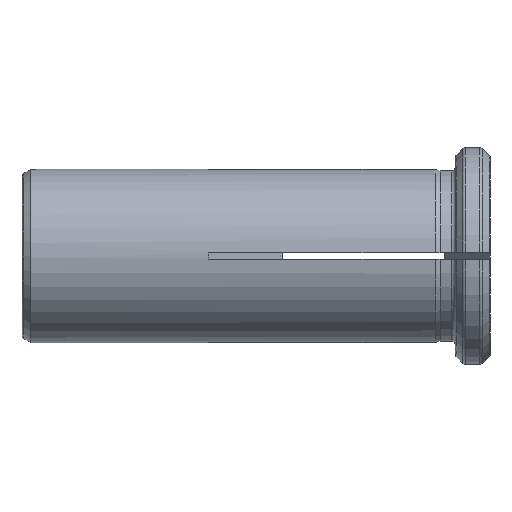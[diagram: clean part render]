
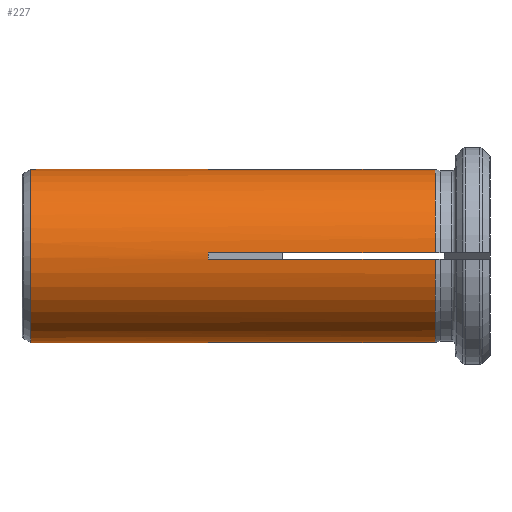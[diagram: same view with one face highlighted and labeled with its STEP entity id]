
A CAD part, front view. The second image highlights one B-rep face of the part: STEP entity #227.
In plain terms, the highlighted cylindrical face has radius 10 mm (diameter 20 mm), a full revolution.
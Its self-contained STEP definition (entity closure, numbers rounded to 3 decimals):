
#227=ADVANCED_FACE( '', ( #471, #472 ), #473, .T. );
#471=FACE_OUTER_BOUND( '', #714, .T. );
#472=FACE_OUTER_BOUND( '', #715, .T. );
#473=CYLINDRICAL_SURFACE( '', #716, 10. );
#714=EDGE_LOOP( '', ( #1339 ) );
#715=EDGE_LOOP( '', ( #1340, #1341, #1342, #1343, #1344, #1345, #1346, #1347, #1348, #1349, #1350, #1351, #1352, #1353, #1354, #1355 ) );
#716=AXIS2_PLACEMENT_3D( '', #1356, #1357, #1358 );
#1339=ORIENTED_EDGE( '', *, *, #1614, .T. );
#1340=ORIENTED_EDGE( '', *, *, #1641, .F. );
#1341=ORIENTED_EDGE( '', *, *, #1704, .F. );
#1342=ORIENTED_EDGE( '', *, *, #1485, .T. );
#1343=ORIENTED_EDGE( '', *, *, #1501, .F. );
#1344=ORIENTED_EDGE( '', *, *, #1705, .F. );
#1345=ORIENTED_EDGE( '', *, *, #1515, .F. );
#1346=ORIENTED_EDGE( '', *, *, #1586, .T. );
#1347=ORIENTED_EDGE( '', *, *, #1659, .F. );
#1348=ORIENTED_EDGE( '', *, *, #1446, .F. );
#1349=ORIENTED_EDGE( '', *, *, #1589, .F. );
#1350=ORIENTED_EDGE( '', *, *, #1665, .T. );
#1351=ORIENTED_EDGE( '', *, *, #1510, .F. );
#1352=ORIENTED_EDGE( '', *, *, #1630, .F. );
#1353=ORIENTED_EDGE( '', *, *, #1697, .F. );
#1354=ORIENTED_EDGE( '', *, *, #1706, .T. );
#1355=ORIENTED_EDGE( '', *, *, #1552, .F. );
#1356=CARTESIAN_POINT( '', ( -60., 0., 0. ) );
#1357=DIRECTION( '', ( 1., 0., 0. ) );
#1358=DIRECTION( '', ( 0., 0., 1. ) );
#1446=EDGE_CURVE( '', #1726, #1729, #1730, .F. );
#1485=EDGE_CURVE( '', #1803, #1801, #1804, .F. );
#1501=EDGE_CURVE( '', #1828, #1801, #1829, .F. );
#1510=EDGE_CURVE( '', #1840, #1843, #1844, .F. );
#1515=EDGE_CURVE( '', #1849, #1852, #1853, .T. );
#1552=EDGE_CURVE( '', #1908, #1910, #1911, .F. );
#1586=EDGE_CURVE( '', #1849, #1962, #1964, .F. );
#1589=EDGE_CURVE( '', #1966, #1726, #1969, .T. );
#1614=EDGE_CURVE( '', #2004, #2004, #2005, .T. );
#1630=EDGE_CURVE( '', #2026, #1840, #2029, .F. );
#1641=EDGE_CURVE( '', #2042, #1908, #2045, .F. );
#1659=EDGE_CURVE( '', #1729, #1962, #2067, .F. );
#1665=EDGE_CURVE( '', #1966, #1843, #2073, .F. );
#1697=EDGE_CURVE( '', #2111, #2026, #2113, .T. );
#1704=EDGE_CURVE( '', #1803, #2042, #2121, .T. );
#1705=EDGE_CURVE( '', #1852, #1828, #2122, .F. );
#1706=EDGE_CURVE( '', #2111, #1910, #2123, .F. );
#1726=VERTEX_POINT( '', #2149 );
#1729=VERTEX_POINT( '', #2153 );
#1730=LINE( '', #2154, #2155 );
#1801=VERTEX_POINT( '', #2310 );
#1803=VERTEX_POINT( '', #2318 );
#1804=LINE( '', #2319, #2320 );
#1828=VERTEX_POINT( '', #2367 );
#1829=CIRCLE( '', #2368, 10. );
#1840=VERTEX_POINT( '', #2384 );
#1843=VERTEX_POINT( '', #2390 );
#1844=CIRCLE( '', #2391, 10. );
#1849=VERTEX_POINT( '', #2399 );
#1852=VERTEX_POINT( '', #2403 );
#1853=ELLIPSE( '', #2404, 14.142, 10. );
#1908=VERTEX_POINT( '', #2501 );
#1910=VERTEX_POINT( '', #2509 );
#1911=CIRCLE( '', #2510, 10. );
#1962=VERTEX_POINT( '', #2616 );
#1964=LINE( '', #2621, #2622 );
#1966=VERTEX_POINT( '', #2624 );
#1969=ELLIPSE( '', #2628, 14.142, 10. );
#2004=VERTEX_POINT( '', #2690 );
#2005=CIRCLE( '', #2691, 10. );
#2026=VERTEX_POINT( '', #2714 );
#2029=LINE( '', #2718, #2719 );
#2042=VERTEX_POINT( '', #2747 );
#2045=LINE( '', #2751, #2752 );
#2067=CIRCLE( '', #2792, 10. );
#2073=LINE( '', #2805, #2806 );
#2111=VERTEX_POINT( '', #2857 );
#2113=ELLIPSE( '', #2860, 14.142, 10. );
#2121=ELLIPSE( '', #2874, 14.142, 10. );
#2122=LINE( '', #2875, #2876 );
#2123=LINE( '', #2877, #2878 );
#2149=CARTESIAN_POINT( '', ( -28.492, 9.992, 0.4 ) );
#2153=CARTESIAN_POINT( '', ( -2.313, 9.992, 0.4 ) );
#2154=CARTESIAN_POINT( '', ( -60., 9.992, 0.4 ) );
#2155=VECTOR( '', #2903, 1000. );
#2310=CARTESIAN_POINT( '', ( -2.313, -9.992, 0.4 ) );
#2318=CARTESIAN_POINT( '', ( -28.492, -9.992, 0.4 ) );
#2319=CARTESIAN_POINT( '', ( -60., -9.992, 0.4 ) );
#2320=VECTOR( '', #2929, 1000. );
#2367=CARTESIAN_POINT( '', ( -2.313, -0.4, 9.992 ) );
#2368=AXIS2_PLACEMENT_3D( '', #2945, #2946, #2947 );
#2384=CARTESIAN_POINT( '', ( -2.313, 0.4, -9.992 ) );
#2390=CARTESIAN_POINT( '', ( -2.313, 9.992, -0.4 ) );
#2391=AXIS2_PLACEMENT_3D( '', #2956, #2957, #2958 );
#2399=CARTESIAN_POINT( '', ( -28.492, 0.4, 9.992 ) );
#2403=CARTESIAN_POINT( '', ( -28.492, -0.4, 9.992 ) );
#2404=AXIS2_PLACEMENT_3D( '', #2963, #2964, #2965 );
#2501=CARTESIAN_POINT( '', ( -2.313, -9.992, -0.4 ) );
#2509=CARTESIAN_POINT( '', ( -2.313, -0.4, -9.992 ) );
#2510=AXIS2_PLACEMENT_3D( '', #3011, #3012, #3013 );
#2616=CARTESIAN_POINT( '', ( -2.313, 0.4, 9.992 ) );
#2621=CARTESIAN_POINT( '', ( -60., 0.4, 9.992 ) );
#2622=VECTOR( '', #3043, 1000. );
#2624=CARTESIAN_POINT( '', ( -28.492, 9.992, -0.4 ) );
#2628=AXIS2_PLACEMENT_3D( '', #3045, #3046, #3047 );
#2690=CARTESIAN_POINT( '', ( -48.986, 0., -10. ) );
#2691=AXIS2_PLACEMENT_3D( '', #3077, #3078, #3079 );
#2714=CARTESIAN_POINT( '', ( -28.492, 0.4, -9.992 ) );
#2718=CARTESIAN_POINT( '', ( -60., 0.4, -9.992 ) );
#2719=VECTOR( '', #3104, 1000. );
#2747=CARTESIAN_POINT( '', ( -28.492, -9.992, -0.4 ) );
#2751=CARTESIAN_POINT( '', ( -60., -9.992, -0.4 ) );
#2752=VECTOR( '', #3111, 1000. );
#2792=AXIS2_PLACEMENT_3D( '', #3126, #3127, #3128 );
#2805=CARTESIAN_POINT( '', ( -60., 9.992, -0.4 ) );
#2806=VECTOR( '', #3134, 1000. );
#2857=CARTESIAN_POINT( '', ( -28.492, -0.4, -9.992 ) );
#2860=AXIS2_PLACEMENT_3D( '', #3168, #3169, #3170 );
#2874=AXIS2_PLACEMENT_3D( '', #3175, #3176, #3177 );
#2875=CARTESIAN_POINT( '', ( -60., -0.4, 9.992 ) );
#2876=VECTOR( '', #3178, 1000. );
#2877=CARTESIAN_POINT( '', ( -60., -0.4, -9.992 ) );
#2878=VECTOR( '', #3179, 1000. );
#2903=DIRECTION( '', ( -1., 0., 0. ) );
#2929=DIRECTION( '', ( -1., 0., 0. ) );
#2945=CARTESIAN_POINT( '', ( -2.313, 0., 0. ) );
#2946=DIRECTION( '', ( -1., 0., 0. ) );
#2947=DIRECTION( '', ( 0., 0., 1. ) );
#2956=CARTESIAN_POINT( '', ( -2.313, 0., 0. ) );
#2957=DIRECTION( '', ( -1., 0., 0. ) );
#2958=DIRECTION( '', ( 0., 0., 1. ) );
#2963=CARTESIAN_POINT( '', ( -18.5, 0., 0. ) );
#2964=DIRECTION( '', ( 0.707, 0., 0.707 ) );
#2965=DIRECTION( '', ( -0.707, 0., 0.707 ) );
#3011=CARTESIAN_POINT( '', ( -2.313, 0., 0. ) );
#3012=DIRECTION( '', ( -1., 0., 0. ) );
#3013=DIRECTION( '', ( 0., 0., 1. ) );
#3043=DIRECTION( '', ( -1., 0., 0. ) );
#3045=CARTESIAN_POINT( '', ( -18.5, 0., 0. ) );
#3046=DIRECTION( '', ( 0.707, 0.707, 0. ) );
#3047=DIRECTION( '', ( -0.707, 0.707, 0. ) );
#3077=CARTESIAN_POINT( '', ( -48.986, 0., 0. ) );
#3078=DIRECTION( '', ( 1., 0., 0. ) );
#3079=DIRECTION( '', ( 0., 0., -1. ) );
#3104=DIRECTION( '', ( -1., 0., 0. ) );
#3111=DIRECTION( '', ( -1., 0., 0. ) );
#3126=CARTESIAN_POINT( '', ( -2.313, 0., 0. ) );
#3127=DIRECTION( '', ( -1., 0., 0. ) );
#3128=DIRECTION( '', ( 0., 0., 1. ) );
#3134=DIRECTION( '', ( -1., 0., 0. ) );
#3168=CARTESIAN_POINT( '', ( -18.5, 0., 0. ) );
#3169=DIRECTION( '', ( 0.707, 0., -0.707 ) );
#3170=DIRECTION( '', ( -0.707, 0., -0.707 ) );
#3175=CARTESIAN_POINT( '', ( -18.5, 0., 0. ) );
#3176=DIRECTION( '', ( 0.707, -0.707, 0. ) );
#3177=DIRECTION( '', ( -0.707, -0.707, 0. ) );
#3178=DIRECTION( '', ( -1., 0., 0. ) );
#3179=DIRECTION( '', ( -1., 0., 0. ) );
